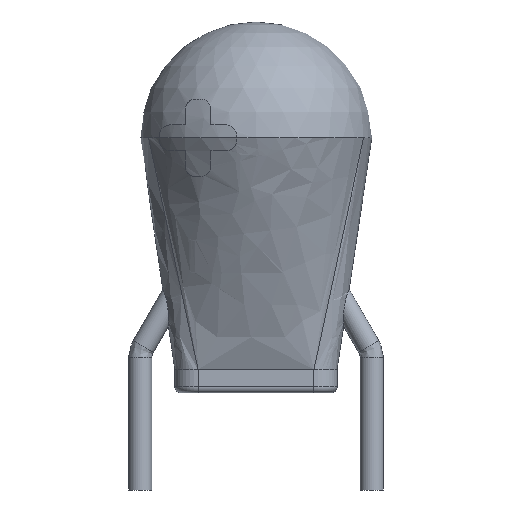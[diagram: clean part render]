
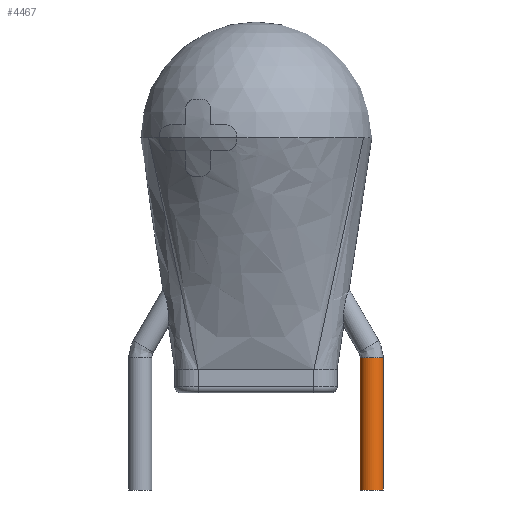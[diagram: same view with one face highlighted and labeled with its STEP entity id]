
A CAD part, front view. The second image highlights one B-rep face of the part: STEP entity #4467.
In plain terms, the highlighted cylindrical face has radius 0.25 mm (diameter 0.5 mm), a full revolution.
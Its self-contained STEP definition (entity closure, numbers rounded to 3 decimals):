
#13=DIRECTION('',(0.,0.,1.));
#3608=VECTOR('',#13,1.);
#3631=DIRECTION('',(0.,1.,0.));
#4373=VERTEX_POINT('',#4374);
#4374=CARTESIAN_POINT('',(5.,0.25,0.85));
#4381=EDGE_CURVE('',#4373,#4373,#4382,.T.);
#4382=CIRCLE('',#4383,0.25);
#4383=AXIS2_PLACEMENT_3D('',#4384,#4385,#3631);
#4384=CARTESIAN_POINT('',(5.,0.,0.85));
#4385=DIRECTION('',(0.,-0.,1.));
#4467=ADVANCED_FACE('',(#4468),#4482,.T.);
#4468=FACE_BOUND('',#4469,.F.);
#4469=EDGE_LOOP('',(#4470,#4477,#4480,#4481));
#4470=ORIENTED_EDGE('',*,*,#4471,.F.);
#4471=EDGE_CURVE('',#4472,#4472,#4474,.T.);
#4472=VERTEX_POINT('',#4473);
#4473=CARTESIAN_POINT('',(5.,0.25,-2.));
#4474=CIRCLE('',#4475,0.25);
#4475=AXIS2_PLACEMENT_3D('',#4476,#4385,#3631);
#4476=CARTESIAN_POINT('',(5.,0.,-2.));
#4477=ORIENTED_EDGE('',*,*,#4478,.T.);
#4478=EDGE_CURVE('',#4472,#4373,#4479,.T.);
#4479=LINE('',#4473,#3608);
#4480=ORIENTED_EDGE('',*,*,#4381,.T.);
#4481=ORIENTED_EDGE('',*,*,#4478,.F.);
#4482=CYLINDRICAL_SURFACE('',#4483,0.25);
#4483=AXIS2_PLACEMENT_3D('',#4476,#4484,#3631);
#4484=DIRECTION('',(0.,-0.,-1.));
